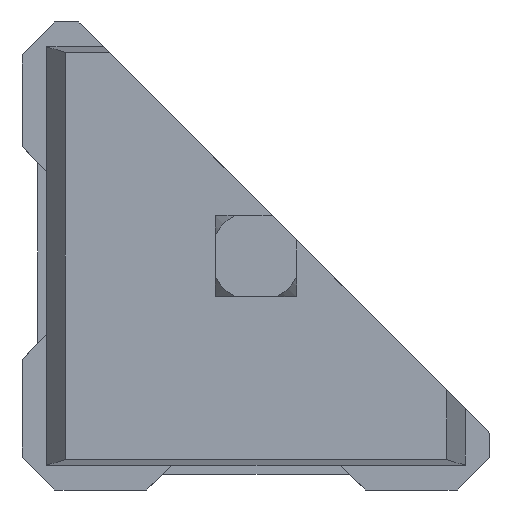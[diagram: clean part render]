
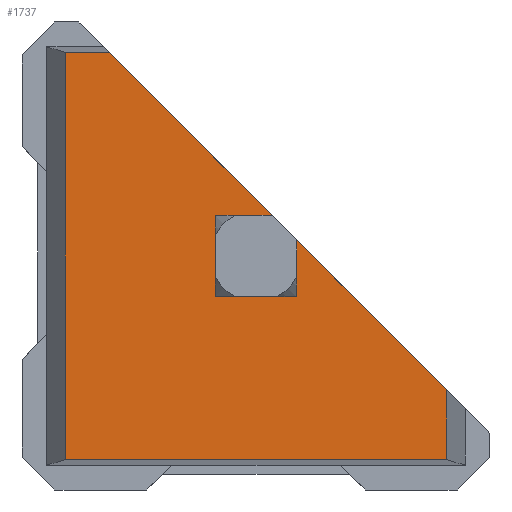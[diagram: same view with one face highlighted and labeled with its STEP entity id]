
A CAD part, front view. The second image highlights one B-rep face of the part: STEP entity #1737.
In plain terms, the highlighted planar face has unit normal (0, -1, 0).
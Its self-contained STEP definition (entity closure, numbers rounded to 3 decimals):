
#30=FACE_OUTER_BOUND('',#121,.T.);
#121=EDGE_LOOP('',(#1141,#1142,#1143,#1144,#1145,#1146,#1147,#1148,#1149,
#1150));
#217=LINE('',#2387,#465);
#218=LINE('',#2390,#466);
#219=LINE('',#2392,#467);
#220=LINE('',#2394,#468);
#221=LINE('',#2396,#469);
#222=LINE('',#2398,#470);
#223=LINE('',#2400,#471);
#224=LINE('',#2402,#472);
#225=LINE('',#2404,#473);
#226=LINE('',#2405,#474);
#465=VECTOR('',#1946,1000.);
#466=VECTOR('',#1949,10.);
#467=VECTOR('',#1950,1000.);
#468=VECTOR('',#1951,1000.);
#469=VECTOR('',#1952,1000.);
#470=VECTOR('',#1953,10.);
#471=VECTOR('',#1954,10.);
#472=VECTOR('',#1955,10.);
#473=VECTOR('',#1956,10.);
#474=VECTOR('',#1957,10.);
#711=VERTEX_POINT('',#2383);
#712=VERTEX_POINT('',#2385);
#713=VERTEX_POINT('',#2389);
#714=VERTEX_POINT('',#2391);
#715=VERTEX_POINT('',#2393);
#716=VERTEX_POINT('',#2395);
#717=VERTEX_POINT('',#2397);
#718=VERTEX_POINT('',#2399);
#719=VERTEX_POINT('',#2401);
#720=VERTEX_POINT('',#2403);
#882=EDGE_CURVE('',#712,#711,#217,.T.);
#883=EDGE_CURVE('',#711,#713,#218,.T.);
#884=EDGE_CURVE('',#714,#712,#219,.T.);
#885=EDGE_CURVE('',#715,#714,#220,.T.);
#886=EDGE_CURVE('',#716,#715,#221,.T.);
#887=EDGE_CURVE('',#717,#716,#222,.T.);
#888=EDGE_CURVE('',#718,#717,#223,.T.);
#889=EDGE_CURVE('',#719,#718,#224,.T.);
#890=EDGE_CURVE('',#720,#719,#225,.T.);
#891=EDGE_CURVE('',#713,#720,#226,.T.);
#1141=ORIENTED_EDGE('',*,*,#883,.F.);
#1142=ORIENTED_EDGE('',*,*,#882,.F.);
#1143=ORIENTED_EDGE('',*,*,#884,.F.);
#1144=ORIENTED_EDGE('',*,*,#885,.F.);
#1145=ORIENTED_EDGE('',*,*,#886,.F.);
#1146=ORIENTED_EDGE('',*,*,#887,.F.);
#1147=ORIENTED_EDGE('',*,*,#888,.F.);
#1148=ORIENTED_EDGE('',*,*,#889,.F.);
#1149=ORIENTED_EDGE('',*,*,#890,.F.);
#1150=ORIENTED_EDGE('',*,*,#891,.F.);
#1649=PLANE('',#1842);
#1737=ADVANCED_FACE('',(#30),#1649,.F.);
#1842=AXIS2_PLACEMENT_3D('',#2388,#1947,#1948);
#1946=DIRECTION('',(1.,0.,0.));
#1947=DIRECTION('center_axis',(0.,1.,0.));
#1948=DIRECTION('ref_axis',(0.,0.,1.));
#1949=DIRECTION('',(0.707,0.,-0.707));
#1950=DIRECTION('',(0.,0.,1.));
#1951=DIRECTION('',(-1.,0.,0.));
#1952=DIRECTION('',(0.,0.,-1.));
#1953=DIRECTION('',(0.707,0.,-0.707));
#1954=DIRECTION('',(0.,0.,1.));
#1955=DIRECTION('',(1.,0.,0.));
#1956=DIRECTION('',(0.,0.,-1.));
#1957=DIRECTION('',(-1.,0.,0.));
#2383=CARTESIAN_POINT('',(-4.897,-5.6,6.8));
#2385=CARTESIAN_POINT('',(-6.37,-5.6,6.8));
#2387=CARTESIAN_POINT('',(6.37,-5.6,6.8));
#2388=CARTESIAN_POINT('Origin',(0.,-5.6,0.));
#2389=CARTESIAN_POINT('',(0.542,-5.6,1.361));
#2390=CARTESIAN_POINT('',(0.952,-5.6,0.952));
#2391=CARTESIAN_POINT('',(-6.37,-5.6,-6.8));
#2392=CARTESIAN_POINT('',(-6.37,-5.6,-6.8));
#2393=CARTESIAN_POINT('',(6.37,-5.6,-6.8));
#2394=CARTESIAN_POINT('',(6.37,-5.6,-6.8));
#2395=CARTESIAN_POINT('',(6.37,-5.6,-4.467));
#2396=CARTESIAN_POINT('',(6.37,-5.6,-6.8));
#2397=CARTESIAN_POINT('',(1.361,-5.6,0.542));
#2398=CARTESIAN_POINT('',(0.952,-5.6,0.952));
#2399=CARTESIAN_POINT('',(1.361,-5.6,-1.361));
#2400=CARTESIAN_POINT('',(1.361,-5.6,-0.681));
#2401=CARTESIAN_POINT('',(-1.361,-5.6,-1.361));
#2402=CARTESIAN_POINT('',(-0.681,-5.6,-1.361));
#2403=CARTESIAN_POINT('',(-1.361,-5.6,1.361));
#2404=CARTESIAN_POINT('',(-1.361,-5.6,0.681));
#2405=CARTESIAN_POINT('',(0.465,-5.6,1.361));
